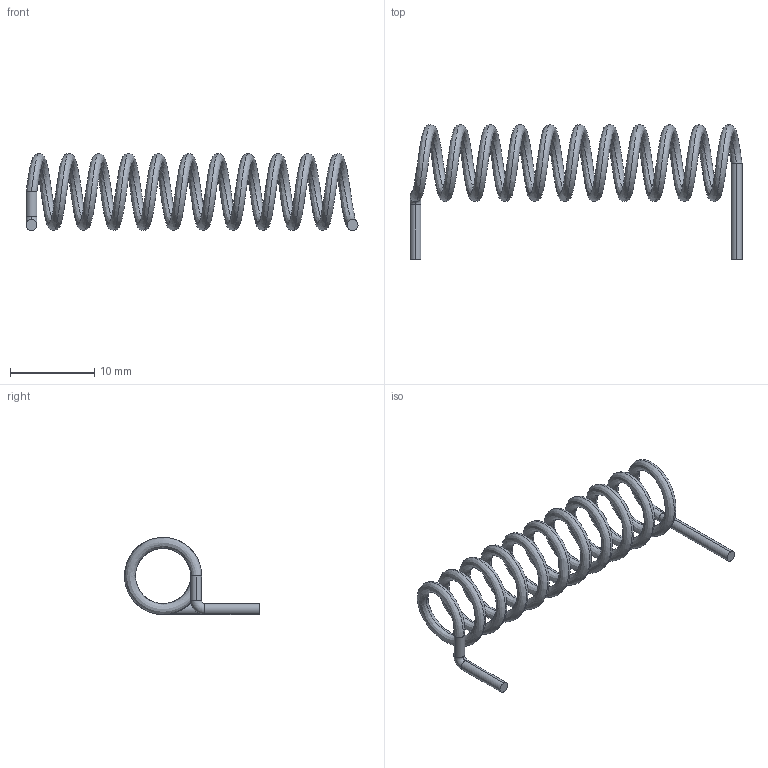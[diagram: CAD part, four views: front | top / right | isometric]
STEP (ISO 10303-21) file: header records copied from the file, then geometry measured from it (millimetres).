
FILE_DESCRIPTION (( 'STEP AP214' ), '1' );
FILE_NAME ('ANT-433-HESM.STEP', '2020-10-27T03:32:42', ( '' ), ( '' ), 'SwSTEP 2.0', 'SolidWorks 2017', '' );
FILE_SCHEMA (( 'AUTOMOTIVE_DESIGN' ));
Length unit declared in the file: inch
Products named in the file (1): ANT-433-HESM
Bounding box: 39.39 x 16 x 9.14 mm (x, y, z)
Volume: 376 mm3; surface area: 1173.3 mm2
Topology: 1 solids, 1 shells, 12 faces, 26 edges, 16 vertices
Faces by surface type: cylinder 6, torus 2, bspline 2, plane 2
Entity records: 4502 total; most frequent: CARTESIAN_POINT 4195, DIRECTION 64, ORIENTED_EDGE 52, AXIS2_PLACEMENT_3D 29, EDGE_CURVE 26, CIRCLE 18, VERTEX_POINT 16, EDGE_LOOP 12
